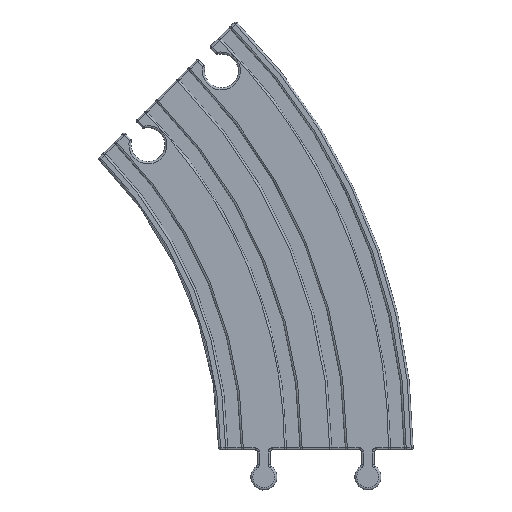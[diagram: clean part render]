
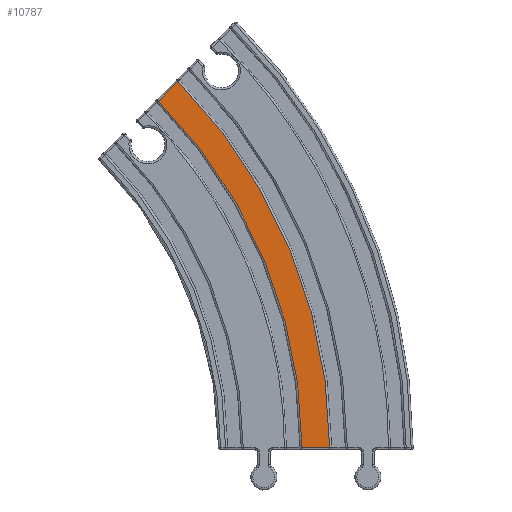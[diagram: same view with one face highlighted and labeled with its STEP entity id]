
A CAD part, top view. The second image highlights one B-rep face of the part: STEP entity #10787.
In plain terms, the highlighted planar face has unit normal (0, 0, 1).
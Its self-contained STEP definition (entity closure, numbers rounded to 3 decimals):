
#3433 = CYLINDRICAL_SURFACE('',#3434,0.9);
#3434 = AXIS2_PLACEMENT_3D('',#3435,#3436,#3437);
#3435 = CARTESIAN_POINT('',(16.,0.9,11.1));
#3436 = DIRECTION('',(1.,0.,0.));
#3437 = DIRECTION('',(0.,-1.,0.));
#4888 = CYLINDRICAL_SURFACE('',#4889,0.9);
#4889 = AXIS2_PLACEMENT_3D('',#4890,#4891,#4892);
#4890 = CARTESIAN_POINT('',(-37.315,163.412,11.1));
#4891 = DIRECTION('',(-0.707,-0.707,0.));
#4892 = DIRECTION('',(0.,0.,1.));
#6933 = VERTEX_POINT('',#6934);
#6934 = CARTESIAN_POINT('',(16.898,0.9,12.));
#6954 = EDGE_CURVE('',#6933,#6955,#6957,.T.);
#6955 = VERTEX_POINT('',#6956);
#6956 = CARTESIAN_POINT('',(29.098,0.9,12.));
#6957 = SURFACE_CURVE('',#6958,(#6962,#6969),.PCURVE_S1.);
#6958 = LINE('',#6959,#6960);
#6959 = CARTESIAN_POINT('',(16.,0.9,12.));
#6960 = VECTOR('',#6961,1.);
#6961 = DIRECTION('',(1.,0.,0.));
#6962 = PCURVE('',#3433,#6963);
#6963 = DEFINITIONAL_REPRESENTATION('',(#6964),#6968);
#6964 = LINE('',#6965,#6966);
#6965 = CARTESIAN_POINT('',(-1.571,0.));
#6966 = VECTOR('',#6967,1.);
#6967 = DIRECTION('',(0.,1.));
#6968 = ( GEOMETRIC_REPRESENTATION_CONTEXT(2) 
PARAMETRIC_REPRESENTATION_CONTEXT() REPRESENTATION_CONTEXT('2D SPACE',''
  ) );
#6969 = PCURVE('',#6970,#6975);
#6970 = PLANE('',#6971);
#6971 = AXIS2_PLACEMENT_3D('',#6972,#6973,#6974);
#6972 = CARTESIAN_POINT('',(-20.,0.,12.));
#6973 = DIRECTION('',(0.,0.,-1.));
#6974 = DIRECTION('',(-1.,0.,0.));
#6975 = DEFINITIONAL_REPRESENTATION('',(#6976),#6980);
#6976 = LINE('',#6977,#6978);
#6977 = CARTESIAN_POINT('',(-36.,0.9));
#6978 = VECTOR('',#6979,1.);
#6979 = DIRECTION('',(-1.,0.));
#6980 = ( GEOMETRIC_REPRESENTATION_CONTEXT(2) 
PARAMETRIC_REPRESENTATION_CONTEXT() REPRESENTATION_CONTEXT('2D SPACE',''
  ) );
#8345 = VERTEX_POINT('',#8346);
#8346 = CARTESIAN_POINT('',(-37.952,162.775,12.));
#8373 = VERTEX_POINT('',#8374);
#8374 = CARTESIAN_POINT('',(-46.579,154.148,12.));
#8394 = EDGE_CURVE('',#8345,#8373,#8395,.T.);
#8395 = SURFACE_CURVE('',#8396,(#8400,#8407),.PCURVE_S1.);
#8396 = LINE('',#8397,#8398);
#8397 = CARTESIAN_POINT('',(-37.315,163.412,12.));
#8398 = VECTOR('',#8399,1.);
#8399 = DIRECTION('',(-0.707,-0.707,0.));
#8400 = PCURVE('',#4888,#8401);
#8401 = DEFINITIONAL_REPRESENTATION('',(#8402),#8406);
#8402 = LINE('',#8403,#8404);
#8403 = CARTESIAN_POINT('',(0.,0.));
#8404 = VECTOR('',#8405,1.);
#8405 = DIRECTION('',(0.,1.));
#8406 = ( GEOMETRIC_REPRESENTATION_CONTEXT(2) 
PARAMETRIC_REPRESENTATION_CONTEXT() REPRESENTATION_CONTEXT('2D SPACE',''
  ) );
#8407 = PCURVE('',#6970,#8408);
#8408 = DEFINITIONAL_REPRESENTATION('',(#8409),#8413);
#8409 = LINE('',#8410,#8411);
#8410 = CARTESIAN_POINT('',(17.315,163.412));
#8411 = VECTOR('',#8412,1.);
#8412 = DIRECTION('',(0.707,-0.707));
#8413 = ( GEOMETRIC_REPRESENTATION_CONTEXT(2) 
PARAMETRIC_REPRESENTATION_CONTEXT() REPRESENTATION_CONTEXT('2D SPACE',''
  ) );
#10714 = TOROIDAL_SURFACE('',#10715,218.9,0.9);
#10715 = AXIS2_PLACEMENT_3D('',#10716,#10717,#10718);
#10716 = CARTESIAN_POINT('',(-202.,0.,11.1));
#10717 = DIRECTION('',(0.,0.,1.));
#10718 = DIRECTION('',(1.,0.,0.));
#10787 = ADVANCED_FACE('',(#10788),#6970,.F.);
#10788 = FACE_BOUND('',#10789,.F.);
#10789 = EDGE_LOOP('',(#10790,#10791,#10817,#10818));
#10790 = ORIENTED_EDGE('',*,*,#6954,.F.);
#10791 = ORIENTED_EDGE('',*,*,#10792,.T.);
#10792 = EDGE_CURVE('',#6933,#8373,#10793,.T.);
#10793 = SURFACE_CURVE('',#10794,(#10799,#10810),.PCURVE_S1.);
#10794 = CIRCLE('',#10795,218.9);
#10795 = AXIS2_PLACEMENT_3D('',#10796,#10797,#10798);
#10796 = CARTESIAN_POINT('',(-202.,0.,12.));
#10797 = DIRECTION('',(0.,0.,1.));
#10798 = DIRECTION('',(1.,0.,0.));
#10799 = PCURVE('',#6970,#10800);
#10800 = DEFINITIONAL_REPRESENTATION('',(#10801),#10809);
#10801 = ( BOUNDED_CURVE() B_SPLINE_CURVE(2,(#10802,#10803,#10804,#10805
    ,#10806,#10807,#10808),.UNSPECIFIED.,.F.,.F.) 
B_SPLINE_CURVE_WITH_KNOTS((1,2,2,2,2,1),(-2.094,0.,
    2.094,4.189,6.283,8.378),
.UNSPECIFIED.) CURVE() GEOMETRIC_REPRESENTATION_ITEM() 
RATIONAL_B_SPLINE_CURVE((1.,0.5,1.,0.5,1.,0.5,1.)) REPRESENTATION_ITEM(
  '') );
#10802 = CARTESIAN_POINT('',(-36.9,0.));
#10803 = CARTESIAN_POINT('',(-36.9,379.146));
#10804 = CARTESIAN_POINT('',(291.45,189.573));
#10805 = CARTESIAN_POINT('',(619.8,0.));
#10806 = CARTESIAN_POINT('',(291.45,-189.573));
#10807 = CARTESIAN_POINT('',(-36.9,-379.146));
#10808 = CARTESIAN_POINT('',(-36.9,0.));
#10809 = ( GEOMETRIC_REPRESENTATION_CONTEXT(2) 
PARAMETRIC_REPRESENTATION_CONTEXT() REPRESENTATION_CONTEXT('2D SPACE',''
  ) );
#10810 = PCURVE('',#10714,#10811);
#10811 = DEFINITIONAL_REPRESENTATION('',(#10812),#10816);
#10812 = LINE('',#10813,#10814);
#10813 = CARTESIAN_POINT('',(0.,1.571));
#10814 = VECTOR('',#10815,1.);
#10815 = DIRECTION('',(1.,0.));
#10816 = ( GEOMETRIC_REPRESENTATION_CONTEXT(2) 
PARAMETRIC_REPRESENTATION_CONTEXT() REPRESENTATION_CONTEXT('2D SPACE',''
  ) );
#10817 = ORIENTED_EDGE('',*,*,#8394,.F.);
#10818 = ORIENTED_EDGE('',*,*,#10819,.F.);
#10819 = EDGE_CURVE('',#6955,#8345,#10820,.T.);
#10820 = SURFACE_CURVE('',#10821,(#10826,#10837),.PCURVE_S1.);
#10821 = CIRCLE('',#10822,231.1);
#10822 = AXIS2_PLACEMENT_3D('',#10823,#10824,#10825);
#10823 = CARTESIAN_POINT('',(-202.,0.,12.));
#10824 = DIRECTION('',(0.,0.,1.));
#10825 = DIRECTION('',(1.,0.,0.));
#10826 = PCURVE('',#6970,#10827);
#10827 = DEFINITIONAL_REPRESENTATION('',(#10828),#10836);
#10828 = ( BOUNDED_CURVE() B_SPLINE_CURVE(2,(#10829,#10830,#10831,#10832
    ,#10833,#10834,#10835),.UNSPECIFIED.,.F.,.F.) 
B_SPLINE_CURVE_WITH_KNOTS((1,2,2,2,2,1),(-2.094,0.,
    2.094,4.189,6.283,8.378),
.UNSPECIFIED.) CURVE() GEOMETRIC_REPRESENTATION_ITEM() 
RATIONAL_B_SPLINE_CURVE((1.,0.5,1.,0.5,1.,0.5,1.)) REPRESENTATION_ITEM(
  '') );
#10829 = CARTESIAN_POINT('',(-49.1,0.));
#10830 = CARTESIAN_POINT('',(-49.1,400.277));
#10831 = CARTESIAN_POINT('',(297.55,200.138));
#10832 = CARTESIAN_POINT('',(644.2,0.));
#10833 = CARTESIAN_POINT('',(297.55,-200.138));
#10834 = CARTESIAN_POINT('',(-49.1,-400.277));
#10835 = CARTESIAN_POINT('',(-49.1,0.));
#10836 = ( GEOMETRIC_REPRESENTATION_CONTEXT(2) 
PARAMETRIC_REPRESENTATION_CONTEXT() REPRESENTATION_CONTEXT('2D SPACE',''
  ) );
#10837 = PCURVE('',#10838,#10843);
#10838 = TOROIDAL_SURFACE('',#10839,231.1,0.9);
#10839 = AXIS2_PLACEMENT_3D('',#10840,#10841,#10842);
#10840 = CARTESIAN_POINT('',(-202.,0.,11.1));
#10841 = DIRECTION('',(0.,0.,1.));
#10842 = DIRECTION('',(1.,0.,0.));
#10843 = DEFINITIONAL_REPRESENTATION('',(#10844),#10848);
#10844 = LINE('',#10845,#10846);
#10845 = CARTESIAN_POINT('',(0.,1.571));
#10846 = VECTOR('',#10847,1.);
#10847 = DIRECTION('',(1.,0.));
#10848 = ( GEOMETRIC_REPRESENTATION_CONTEXT(2) 
PARAMETRIC_REPRESENTATION_CONTEXT() REPRESENTATION_CONTEXT('2D SPACE',''
  ) );
